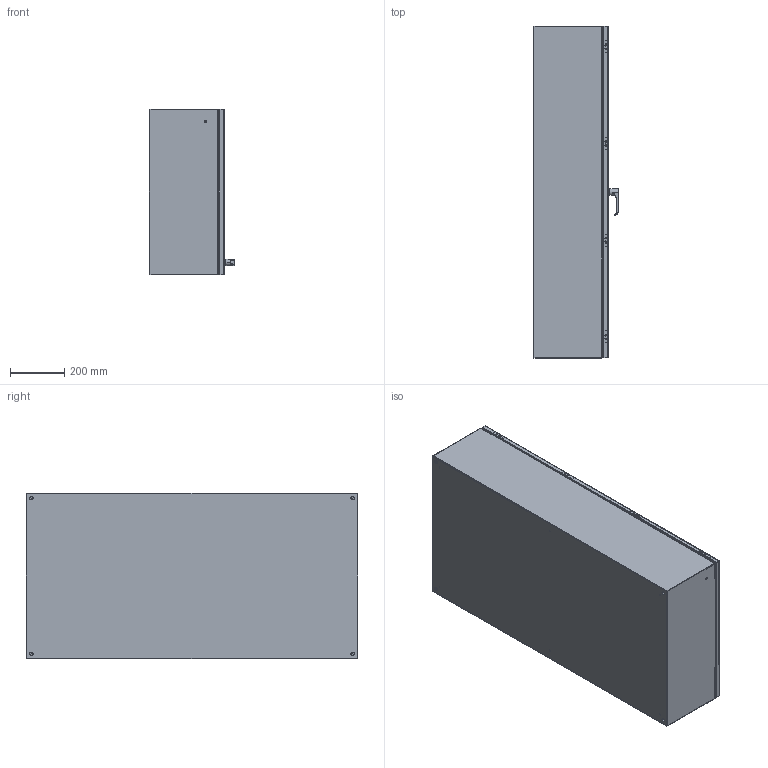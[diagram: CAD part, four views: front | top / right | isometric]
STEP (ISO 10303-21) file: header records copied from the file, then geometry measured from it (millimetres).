
FILE_DESCRIPTION (( 'STEP AP214' ), '1' );
FILE_NAME ('EN4SD482410SS.STEP', '2019-10-10T13:57:09', ( '' ), ( '' ), 'SwSTEP 2.0', 'SolidWorks 2018', '' );
FILE_SCHEMA (( 'AUTOMOTIVE_DESIGN' ));
Length unit declared in the file: inch
Products named in the file (1): EN4SD482410SS
Bounding box: 314.25 x 1219.2 x 609.6 mm (x, y, z)
Volume: 5235979.9 mm3; surface area: 5722890.8 mm2
Topology: 53 solids, 54 shells, 1469 faces, 3431 edges, 2125 vertices
Faces by surface type: plane 632, cylinder 538, bspline 194, cone 57, torus 48
Entity records: 98565 total; most frequent: CARTESIAN_POINT 46561, ORIENTED_EDGE 6808, DIRECTION 6435, EDGE_CURVE 3404, AXIS2_PLACEMENT_3D 2332, VERTEX_POINT 2125, VECTOR 1771, LINE 1771
